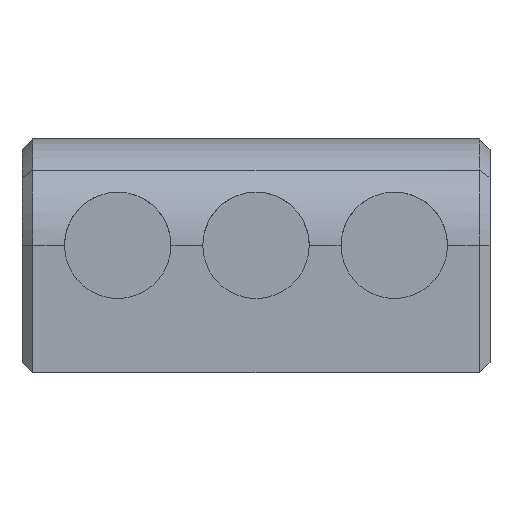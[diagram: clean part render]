
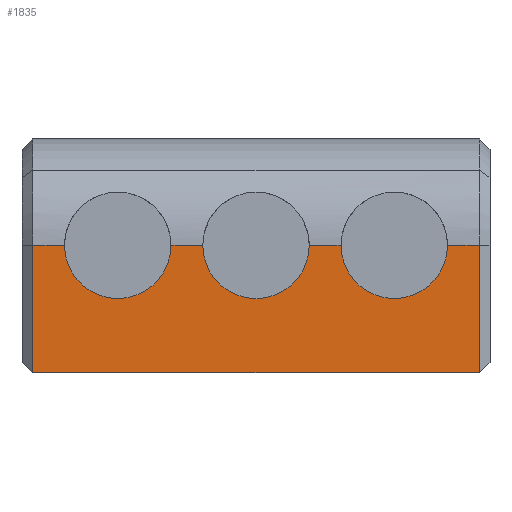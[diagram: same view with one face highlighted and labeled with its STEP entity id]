
A CAD part, front view. The second image highlights one B-rep face of the part: STEP entity #1835.
In plain terms, the highlighted planar face has unit normal (0, -1, 0).
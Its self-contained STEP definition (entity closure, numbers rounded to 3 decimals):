
#75 = EDGE_CURVE ( 'NONE', #976, #3509, #1397, .T. ) ;
#76 = EDGE_LOOP ( 'NONE', ( #1517, #4875, #2520, #4448, #1352, #2088, #1745, #1117, #4676, #4802 ) ) ;
#186 = DIRECTION ( 'NONE',  ( 1., 0., 0. ) ) ;
#197 = DIRECTION ( 'NONE',  ( 0., 1., 0. ) ) ;
#268 = VECTOR ( 'NONE', #186, 1000. ) ;
#278 = VECTOR ( 'NONE', #4495, 1000. ) ;
#362 = CARTESIAN_POINT ( 'NONE',  ( 0.5, 0., 6. ) ) ;
#480 = CARTESIAN_POINT ( 'NONE',  ( 21.5, 0., 6. ) ) ;
#532 = AXIS2_PLACEMENT_3D ( 'NONE', #2998, #1041, #1488 ) ;
#583 = DIRECTION ( 'NONE',  ( 0., 1., 0. ) ) ;
#618 = EDGE_CURVE ( 'NONE', #1139, #3509, #1977, .T. ) ;
#691 = CARTESIAN_POINT ( 'NONE',  ( 8.5, 0., 6. ) ) ;
#717 = CARTESIAN_POINT ( 'NONE',  ( 2., 0., 6. ) ) ;
#750 = DIRECTION ( 'NONE',  ( 0., 0., -1. ) ) ;
#789 = EDGE_CURVE ( 'NONE', #4979, #1139, #3708, .T. ) ;
#952 = DIRECTION ( 'NONE',  ( 1., 0., 0. ) ) ;
#976 = VERTEX_POINT ( 'NONE', #4285 ) ;
#1041 = DIRECTION ( 'NONE',  ( 0., 1., 0. ) ) ;
#1055 = CARTESIAN_POINT ( 'NONE',  ( 0., 0., 0. ) ) ;
#1078 = CARTESIAN_POINT ( 'NONE',  ( 21.5, 0., 0. ) ) ;
#1117 = ORIENTED_EDGE ( 'NONE', *, *, #75, .T. ) ;
#1139 = VERTEX_POINT ( 'NONE', #480 ) ;
#1224 = EDGE_CURVE ( 'NONE', #4832, #3159, #4068, .T. ) ;
#1256 = EDGE_CURVE ( 'NONE', #3154, #3945, #1431, .T. ) ;
#1270 = CARTESIAN_POINT ( 'NONE',  ( 0., 0., 6. ) ) ;
#1352 = ORIENTED_EDGE ( 'NONE', *, *, #2623, .T. ) ;
#1376 = LINE ( 'NONE', #3330, #278 ) ;
#1397 = LINE ( 'NONE', #1055, #1735 ) ;
#1431 = CIRCLE ( 'NONE', #3177, 2.5 ) ;
#1488 = DIRECTION ( 'NONE',  ( 1., 0., 0. ) ) ;
#1517 = ORIENTED_EDGE ( 'NONE', *, *, #3937, .T. ) ;
#1540 = CARTESIAN_POINT ( 'NONE',  ( 21.5, 0., 8.25 ) ) ;
#1735 = VECTOR ( 'NONE', #4975, 1000. ) ;
#1745 = ORIENTED_EDGE ( 'NONE', *, *, #4078, .F. ) ;
#1797 = DIRECTION ( 'NONE',  ( 1., 0., 0. ) ) ;
#1835 = ADVANCED_FACE ( 'NONE', ( #1889 ), #3582, .T. ) ;
#1888 = CARTESIAN_POINT ( 'NONE',  ( 0., 0., 6. ) ) ;
#1889 = FACE_OUTER_BOUND ( 'NONE', #76, .T. ) ;
#1922 = CARTESIAN_POINT ( 'NONE',  ( 13.5, 0., 6. ) ) ;
#1977 = LINE ( 'NONE', #1540, #2491 ) ;
#1980 = DIRECTION ( 'NONE',  ( 0., 0., -1. ) ) ;
#2088 = ORIENTED_EDGE ( 'NONE', *, *, #1224, .F. ) ;
#2294 = VERTEX_POINT ( 'NONE', #4277 ) ;
#2471 = CARTESIAN_POINT ( 'NONE',  ( 0., 0., 6. ) ) ;
#2480 = DIRECTION ( 'NONE',  ( 1., 0., 0. ) ) ;
#2491 = VECTOR ( 'NONE', #750, 1000. ) ;
#2520 = ORIENTED_EDGE ( 'NONE', *, *, #1256, .T. ) ;
#2600 = LINE ( 'NONE', #1888, #268 ) ;
#2623 = EDGE_CURVE ( 'NONE', #2294, #3159, #3600, .T. ) ;
#2998 = CARTESIAN_POINT ( 'NONE',  ( 4.5, 0., 6. ) ) ;
#3118 = DIRECTION ( 'NONE',  ( 0., 0., 1. ) ) ;
#3154 = VERTEX_POINT ( 'NONE', #1922 ) ;
#3159 = VERTEX_POINT ( 'NONE', #717 ) ;
#3177 = AXIS2_PLACEMENT_3D ( 'NONE', #4586, #583, #952 ) ;
#3300 = CARTESIAN_POINT ( 'NONE',  ( 17.5, 0., 6. ) ) ;
#3302 = CARTESIAN_POINT ( 'NONE',  ( 20., 0., 6. ) ) ;
#3330 = CARTESIAN_POINT ( 'NONE',  ( 0., 0., 6. ) ) ;
#3425 = VECTOR ( 'NONE', #2480, 1000. ) ;
#3509 = VERTEX_POINT ( 'NONE', #1078 ) ;
#3582 = PLANE ( 'NONE',  #5036 ) ;
#3600 = CIRCLE ( 'NONE', #532, 2.5 ) ;
#3708 = LINE ( 'NONE', #1270, #3425 ) ;
#3759 = CIRCLE ( 'NONE', #4588, 2.5 ) ;
#3937 = EDGE_CURVE ( 'NONE', #4979, #4204, #3759, .T. ) ;
#3945 = VERTEX_POINT ( 'NONE', #691 ) ;
#3972 = EDGE_CURVE ( 'NONE', #3154, #4204, #1376, .T. ) ;
#4068 = LINE ( 'NONE', #2471, #4658 ) ;
#4078 = EDGE_CURVE ( 'NONE', #976, #4832, #4710, .T. ) ;
#4204 = VERTEX_POINT ( 'NONE', #4915 ) ;
#4277 = CARTESIAN_POINT ( 'NONE',  ( 7., 0., 6. ) ) ;
#4285 = CARTESIAN_POINT ( 'NONE',  ( 0.5, 0., 0. ) ) ;
#4335 = EDGE_CURVE ( 'NONE', #2294, #3945, #2600, .T. ) ;
#4448 = ORIENTED_EDGE ( 'NONE', *, *, #4335, .F. ) ;
#4495 = DIRECTION ( 'NONE',  ( 1., 0., 0. ) ) ;
#4586 = CARTESIAN_POINT ( 'NONE',  ( 11., 0., 6. ) ) ;
#4588 = AXIS2_PLACEMENT_3D ( 'NONE', #3300, #197, #1797 ) ;
#4628 = CARTESIAN_POINT ( 'NONE',  ( 0., 0., 11. ) ) ;
#4658 = VECTOR ( 'NONE', #4788, 1000. ) ;
#4676 = ORIENTED_EDGE ( 'NONE', *, *, #618, .F. ) ;
#4710 = LINE ( 'NONE', #4782, #5093 ) ;
#4782 = CARTESIAN_POINT ( 'NONE',  ( 0.5, 0., 8.25 ) ) ;
#4788 = DIRECTION ( 'NONE',  ( 1., 0., 0. ) ) ;
#4799 = DIRECTION ( 'NONE',  ( 0., -1., 0. ) ) ;
#4802 = ORIENTED_EDGE ( 'NONE', *, *, #789, .F. ) ;
#4832 = VERTEX_POINT ( 'NONE', #362 ) ;
#4875 = ORIENTED_EDGE ( 'NONE', *, *, #3972, .F. ) ;
#4915 = CARTESIAN_POINT ( 'NONE',  ( 15., 0., 6. ) ) ;
#4975 = DIRECTION ( 'NONE',  ( 1., 0., 0. ) ) ;
#4979 = VERTEX_POINT ( 'NONE', #3302 ) ;
#5036 = AXIS2_PLACEMENT_3D ( 'NONE', #4628, #4799, #1980 ) ;
#5093 = VECTOR ( 'NONE', #3118, 1000. ) ;
